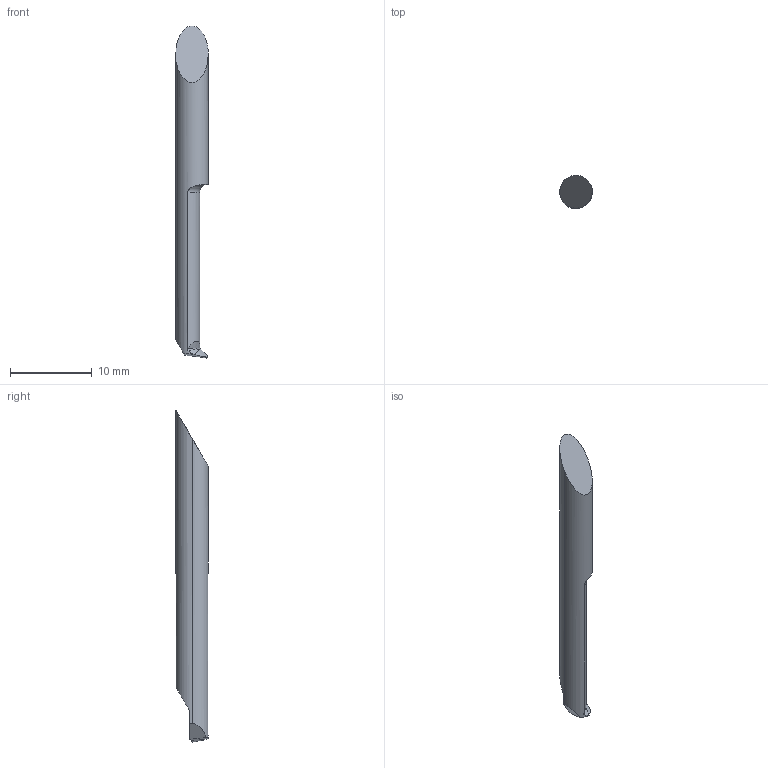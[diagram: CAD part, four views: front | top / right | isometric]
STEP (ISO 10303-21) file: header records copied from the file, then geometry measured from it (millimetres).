
FILE_DESCRIPTION(/* description */ (''),/* implementation_level */ '2;1');
FILE_NAME(/* name */ '1637733625355.stp',/* time_stamp */ '2021-11-24T11:30:41+05:00',/* author */ (''),/* organization */ ('SMS'),/* preprocessor_version */ 'ST-DEVELOPER v16.7',/* originating_system */ 'SIEMENS PLM Software NX 12.0',/* authorisation */ '');
FILE_SCHEMA (('AUTOMOTIVE_DESIGN { 1 0 10303 214 3 1 1 1 }'));
Length unit declared in the file: millimetre
Products named in the file (1): 203799452mod000_00
Bounding box: 4 x 4 x 40.72 mm (x, y, z)
Volume: 360.8 mm3; surface area: 448 mm2
Topology: 2 solids, 2 shells, 29 faces, 72 edges, 51 vertices
Faces by surface type: plane 12, bspline 7, cylinder 5, torus 3, cone 2
Entity records: 1138 total; most frequent: CARTESIAN_POINT 458, ORIENTED_EDGE 142, DIRECTION 109, EDGE_CURVE 71, VERTEX_POINT 46, AXIS2_PLACEMENT_3D 44, ADVANCED_FACE 29, FACE_OUTER_BOUND 29
